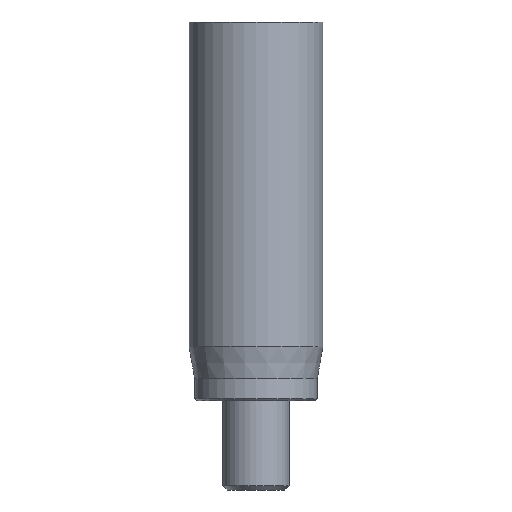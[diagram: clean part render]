
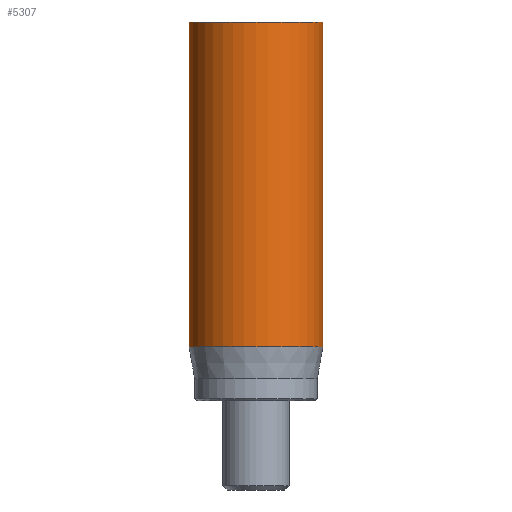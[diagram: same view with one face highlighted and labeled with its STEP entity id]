
A CAD part, front view. The second image highlights one B-rep face of the part: STEP entity #5307.
In plain terms, the highlighted cylindrical face has radius 3 mm (diameter 6 mm), a full revolution.
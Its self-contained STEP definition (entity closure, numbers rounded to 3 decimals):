
#40=CYLINDRICAL_SURFACE('',#5546,3.);
#58=CIRCLE('',#5514,3.);
#74=CIRCLE('',#5544,3.);
#75=CIRCLE('',#5545,3.);
#840=FACE_OUTER_BOUND('',#1149,.T.);
#1149=EDGE_LOOP('',(#4797,#4798,#4799,#4800,#4801));
#1583=LINE('',#9870,#2021);
#2021=VECTOR('',#6268,3.);
#2521=VERTEX_POINT('',#9810);
#2537=VERTEX_POINT('',#9864);
#2538=VERTEX_POINT('',#9865);
#3276=EDGE_CURVE('',#2521,#2521,#58,.T.);
#3300=EDGE_CURVE('',#2537,#2538,#74,.T.);
#3301=EDGE_CURVE('',#2538,#2537,#75,.T.);
#3303=EDGE_CURVE('',#2521,#2537,#1583,.T.);
#4797=ORIENTED_EDGE('',*,*,#3276,.T.);
#4798=ORIENTED_EDGE('',*,*,#3303,.T.);
#4799=ORIENTED_EDGE('',*,*,#3300,.T.);
#4800=ORIENTED_EDGE('',*,*,#3301,.T.);
#4801=ORIENTED_EDGE('',*,*,#3303,.F.);
#5307=ADVANCED_FACE('',(#840),#40,.T.);
#5514=AXIS2_PLACEMENT_3D('',#9811,#6193,#6194);
#5544=AXIS2_PLACEMENT_3D('',#9866,#6261,#6262);
#5545=AXIS2_PLACEMENT_3D('',#9867,#6263,#6264);
#5546=AXIS2_PLACEMENT_3D('',#9869,#6266,#6267);
#6193=DIRECTION('center_axis',(0.,0.,-1.));
#6194=DIRECTION('ref_axis',(-1.,0.,0.));
#6261=DIRECTION('center_axis',(0.,0.,1.));
#6262=DIRECTION('ref_axis',(-1.,0.,0.));
#6263=DIRECTION('center_axis',(0.,0.,1.));
#6264=DIRECTION('ref_axis',(-1.,0.,0.));
#6266=DIRECTION('center_axis',(0.,0.,1.));
#6267=DIRECTION('ref_axis',(-1.,0.,0.));
#6268=DIRECTION('',(0.,0.,-1.));
#9810=CARTESIAN_POINT('',(3.,0.,17.));
#9811=CARTESIAN_POINT('Origin',(0.,0.,17.));
#9864=CARTESIAN_POINT('',(3.,0.,2.418));
#9865=CARTESIAN_POINT('',(-3.,0.,2.418));
#9866=CARTESIAN_POINT('Origin',(0.,0.,2.418));
#9867=CARTESIAN_POINT('Origin',(0.,0.,2.418));
#9869=CARTESIAN_POINT('Origin',(0.,0.,0.));
#9870=CARTESIAN_POINT('',(3.,0.,0.));
